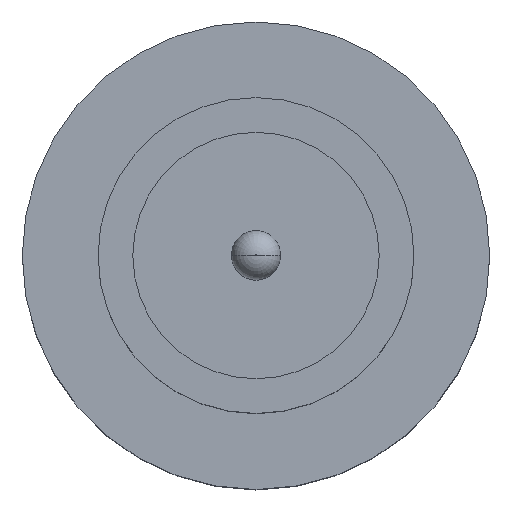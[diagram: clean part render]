
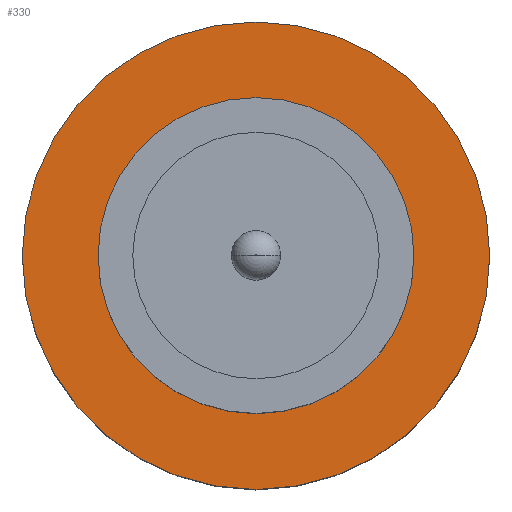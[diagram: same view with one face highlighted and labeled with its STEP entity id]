
A CAD part, top view. The second image highlights one B-rep face of the part: STEP entity #330.
In plain terms, the highlighted planar face has unit normal (0, 0, 1).
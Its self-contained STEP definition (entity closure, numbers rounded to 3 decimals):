
#5 = CIRCLE ( 'NONE', #480, 1.85 ) ;
#22 = CARTESIAN_POINT ( 'NONE',  ( 0., 0., 1.55 ) ) ;
#25 = DIRECTION ( 'NONE',  ( 1., 0., 0. ) ) ;
#110 = EDGE_LOOP ( 'NONE', ( #355, #332 ) ) ;
#124 = CARTESIAN_POINT ( 'NONE',  ( 1.85, 0., 1.55 ) ) ;
#164 = CIRCLE ( 'NONE', #530, 1.85 ) ;
#177 = DIRECTION ( 'NONE',  ( 1., 0., 0. ) ) ;
#207 = FACE_BOUND ( 'NONE', #309, .T. ) ;
#258 = CARTESIAN_POINT ( 'NONE',  ( -1.25, 0., 1.55 ) ) ;
#264 = AXIS2_PLACEMENT_3D ( 'NONE', #534, #402, #177 ) ;
#297 = DIRECTION ( 'NONE',  ( 1., 0., 0. ) ) ;
#309 = EDGE_LOOP ( 'NONE', ( #433, #626 ) ) ;
#312 = PLANE ( 'NONE',  #710 ) ;
#317 = CARTESIAN_POINT ( 'NONE',  ( -1.85, 0., 1.55 ) ) ;
#322 = CARTESIAN_POINT ( 'NONE',  ( 0., 0., 1.55 ) ) ;
#330 = ADVANCED_FACE ( 'NONE', ( #207, #716 ), #312, .T. ) ;
#332 = ORIENTED_EDGE ( 'NONE', *, *, #739, .T. ) ;
#336 = VERTEX_POINT ( 'NONE', #448 ) ;
#355 = ORIENTED_EDGE ( 'NONE', *, *, #830, .T. ) ;
#373 = VERTEX_POINT ( 'NONE', #317 ) ;
#402 = DIRECTION ( 'NONE',  ( 0., 0., 1. ) ) ;
#431 = CIRCLE ( 'NONE', #814, 1.25 ) ;
#433 = ORIENTED_EDGE ( 'NONE', *, *, #718, .F. ) ;
#438 = VERTEX_POINT ( 'NONE', #258 ) ;
#448 = CARTESIAN_POINT ( 'NONE',  ( 1.25, 0., 1.55 ) ) ;
#457 = EDGE_CURVE ( 'NONE', #438, #336, #736, .T. ) ;
#480 = AXIS2_PLACEMENT_3D ( 'NONE', #322, #871, #521 ) ;
#519 = CARTESIAN_POINT ( 'NONE',  ( 0., 0., 1.55 ) ) ;
#521 = DIRECTION ( 'NONE',  ( 1., 0., 0. ) ) ;
#522 = DIRECTION ( 'NONE',  ( 0., 0., 1. ) ) ;
#530 = AXIS2_PLACEMENT_3D ( 'NONE', #22, #719, #794 ) ;
#534 = CARTESIAN_POINT ( 'NONE',  ( 0., 0., 1.55 ) ) ;
#590 = VERTEX_POINT ( 'NONE', #124 ) ;
#626 = ORIENTED_EDGE ( 'NONE', *, *, #457, .F. ) ;
#710 = AXIS2_PLACEMENT_3D ( 'NONE', #519, #522, #25 ) ;
#716 = FACE_OUTER_BOUND ( 'NONE', #110, .T. ) ;
#718 = EDGE_CURVE ( 'NONE', #336, #438, #431, .T. ) ;
#719 = DIRECTION ( 'NONE',  ( 0., 0., 1. ) ) ;
#736 = CIRCLE ( 'NONE', #264, 1.25 ) ;
#739 = EDGE_CURVE ( 'NONE', #590, #373, #164, .T. ) ;
#786 = CARTESIAN_POINT ( 'NONE',  ( 0., 0., 1.55 ) ) ;
#794 = DIRECTION ( 'NONE',  ( 1., 0., 0. ) ) ;
#814 = AXIS2_PLACEMENT_3D ( 'NONE', #786, #859, #297 ) ;
#830 = EDGE_CURVE ( 'NONE', #373, #590, #5, .T. ) ;
#859 = DIRECTION ( 'NONE',  ( 0., 0., 1. ) ) ;
#871 = DIRECTION ( 'NONE',  ( 0., 0., 1. ) ) ;
